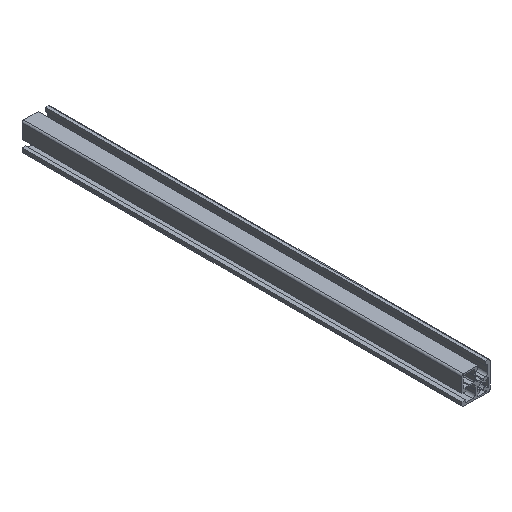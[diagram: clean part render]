
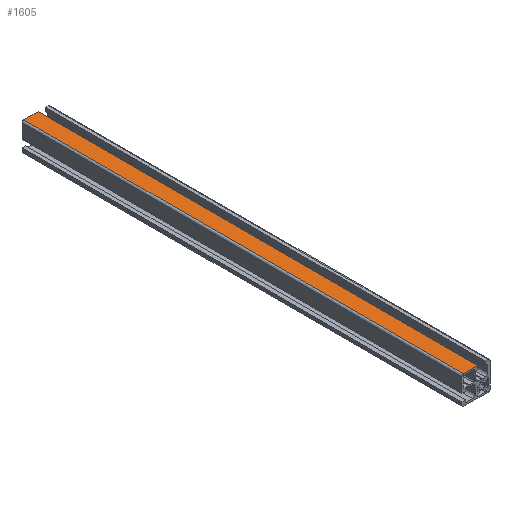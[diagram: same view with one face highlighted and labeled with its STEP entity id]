
A CAD part, isometric view. The second image highlights one B-rep face of the part: STEP entity #1605.
In plain terms, the highlighted planar face has unit normal (0, 0, 1).
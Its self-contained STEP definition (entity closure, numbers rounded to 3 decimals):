
#155=FACE_OUTER_BOUND('',#235,.T.);
#235=EDGE_LOOP('',(#1273,#1274,#1275,#1276));
#403=LINE('',#2594,#589);
#404=LINE('',#2597,#590);
#405=LINE('',#2599,#591);
#406=LINE('',#2600,#592);
#589=VECTOR('',#2129,10.);
#590=VECTOR('',#2132,10.);
#591=VECTOR('',#2133,10.);
#592=VECTOR('',#2134,10.);
#755=VERTEX_POINT('',#2590);
#756=VERTEX_POINT('',#2592);
#757=VERTEX_POINT('',#2596);
#758=VERTEX_POINT('',#2598);
#975=EDGE_CURVE('',#755,#756,#403,.T.);
#976=EDGE_CURVE('',#755,#757,#404,.T.);
#977=EDGE_CURVE('',#758,#756,#405,.T.);
#978=EDGE_CURVE('',#757,#758,#406,.T.);
#1273=ORIENTED_EDGE('',*,*,#976,.F.);
#1274=ORIENTED_EDGE('',*,*,#975,.T.);
#1275=ORIENTED_EDGE('',*,*,#977,.F.);
#1276=ORIENTED_EDGE('',*,*,#978,.F.);
#1527=PLANE('',#1743);
#1605=ADVANCED_FACE('',(#155),#1527,.T.);
#1743=AXIS2_PLACEMENT_3D('',#2595,#2130,#2131);
#2129=DIRECTION('',(0.,-1.,0.));
#2130=DIRECTION('center_axis',(0.,0.,1.));
#2131=DIRECTION('ref_axis',(-1.,0.,0.));
#2132=DIRECTION('',(1.,0.,0.));
#2133=DIRECTION('',(-1.,0.,0.));
#2134=DIRECTION('',(0.,-1.,0.));
#2590=CARTESIAN_POINT('',(2.,0.,32.));
#2592=CARTESIAN_POINT('',(2.,-500.,32.));
#2594=CARTESIAN_POINT('',(2.,0.,32.));
#2595=CARTESIAN_POINT('Origin',(18.323,0.,32.));
#2596=CARTESIAN_POINT('',(18.323,0.,32.));
#2597=CARTESIAN_POINT('',(2.,0.,32.));
#2598=CARTESIAN_POINT('',(18.323,-500.,32.));
#2599=CARTESIAN_POINT('',(2.,-500.,32.));
#2600=CARTESIAN_POINT('',(18.323,0.,32.));
